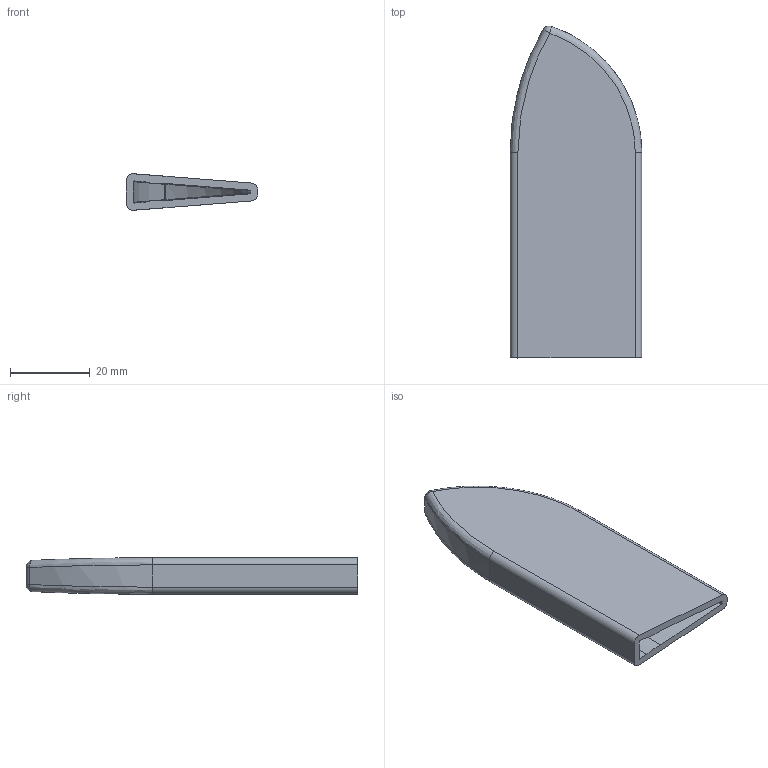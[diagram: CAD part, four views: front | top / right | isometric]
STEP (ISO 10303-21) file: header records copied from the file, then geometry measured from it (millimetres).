
FILE_DESCRIPTION(('FreeCAD Model'),'2;1');
FILE_NAME('Open CASCADE Shape Model','2023-10-06T20:43:24',(''),(''), 'Open CASCADE STEP processor 7.6','FreeCAD','Unknown');
FILE_SCHEMA(('AUTOMOTIVE_DESIGN { 1 0 10303 214 1 1 1 1 }'));
Length unit declared in the file: millimetre
Products named in the file (1): Body
Bounding box: 33 x 83.2 x 9.14 mm (x, y, z)
Volume: 9740.6 mm3; surface area: 10868.9 mm2
Topology: 1 solids, 1 shells, 39 faces, 90 edges, 52 vertices
Faces by surface type: cylinder 15, plane 11, bspline 11, sphere 2
Entity records: 2853 total; most frequent: CARTESIAN_POINT 1173, DIRECTION 276, ORIENTED_EDGE 176, PCURVE 176, DEFINITIONAL_REPRESENTATION 176, LINE 164, VECTOR 164, EDGE_CURVE 88
